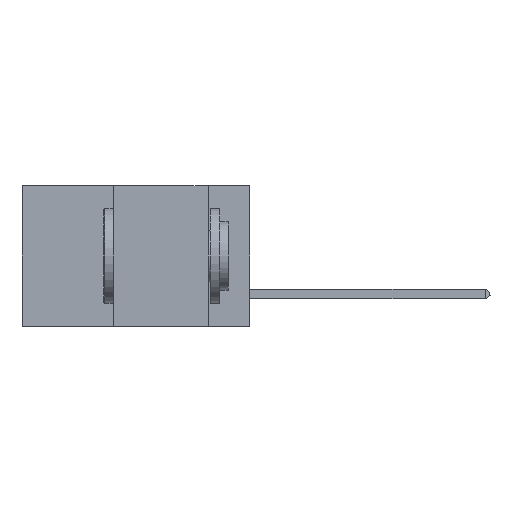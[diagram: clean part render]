
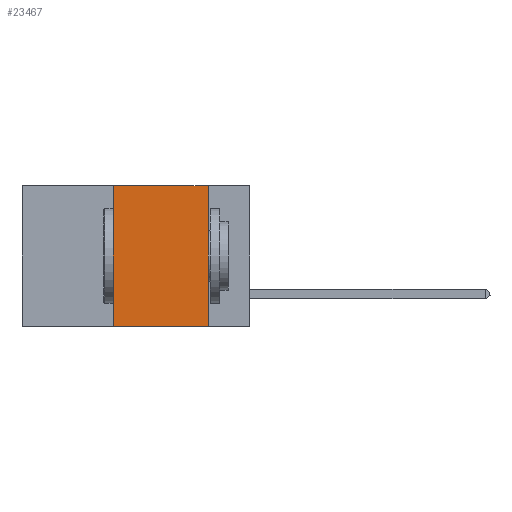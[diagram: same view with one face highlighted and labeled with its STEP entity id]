
A CAD part, left-side view. The second image highlights one B-rep face of the part: STEP entity #23467.
In plain terms, the highlighted planar face has unit normal (-1, 0, 0).
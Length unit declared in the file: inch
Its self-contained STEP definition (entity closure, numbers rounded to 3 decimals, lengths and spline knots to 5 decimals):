
#35 = CARTESIAN_POINT ( 'NONE',  ( 0., 0.6, 0. ) ) ;
#227 = CARTESIAN_POINT ( 'NONE',  ( 0., 0.6, 0. ) ) ;
#583 = ORIENTED_EDGE ( 'NONE', *, *, #32047, .T. ) ;
#3963 = CARTESIAN_POINT ( 'NONE',  ( 0., 0.11, 0. ) ) ;
#6597 = VECTOR ( 'NONE', #23413, 39.37008 ) ;
#6639 = CARTESIAN_POINT ( 'NONE',  ( 0., 0.36, -0.37 ) ) ;
#7102 = DIRECTION ( 'NONE',  ( 0., 0., 1. ) ) ;
#7322 = CARTESIAN_POINT ( 'NONE',  ( 0., 0.36, 0. ) ) ;
#7528 = CARTESIAN_POINT ( 'NONE',  ( 0., 0.36, 0. ) ) ;
#11666 = EDGE_CURVE ( 'NONE', #40268, #18291, #22746, .T. ) ;
#12630 = ORIENTED_EDGE ( 'NONE', *, *, #19572, .F. ) ;
#12922 = DIRECTION ( 'NONE',  ( 1., 0., 0. ) ) ;
#14281 = ORIENTED_EDGE ( 'NONE', *, *, #40708, .F. ) ;
#15264 = LINE ( 'NONE', #3963, #20472 ) ;
#17186 = DIRECTION ( 'NONE',  ( 0., 0., -1. ) ) ;
#18291 = VERTEX_POINT ( 'NONE', #39675 ) ;
#19572 = EDGE_CURVE ( 'NONE', #26040, #40268, #37261, .T. ) ;
#20047 = PLANE ( 'NONE',  #21312 ) ;
#20472 = VECTOR ( 'NONE', #17186, 39.37008 ) ;
#21312 = AXIS2_PLACEMENT_3D ( 'NONE', #35, #12922, #36350 ) ;
#21778 = VECTOR ( 'NONE', #38470, 39.37008 ) ;
#22746 = LINE ( 'NONE', #227, #6597 ) ;
#23413 = DIRECTION ( 'NONE',  ( 0., -1., 0. ) ) ;
#23467 = ADVANCED_FACE ( 'NONE', ( #38772 ), #20047, .F. ) ;
#26040 = VERTEX_POINT ( 'NONE', #6639 ) ;
#28459 = ORIENTED_EDGE ( 'NONE', *, *, #11666, .F. ) ;
#28476 = VECTOR ( 'NONE', #7102, 39.37008 ) ;
#30550 = LINE ( 'NONE', #35563, #21778 ) ;
#32047 = EDGE_CURVE ( 'NONE', #26040, #38253, #30550, .T. ) ;
#35563 = CARTESIAN_POINT ( 'NONE',  ( 0., 0.6, -0.37 ) ) ;
#36350 = DIRECTION ( 'NONE',  ( 0., 0., -1. ) ) ;
#36783 = EDGE_LOOP ( 'NONE', ( #14281, #28459, #12630, #583 ) ) ;
#37261 = LINE ( 'NONE', #7528, #28476 ) ;
#38253 = VERTEX_POINT ( 'NONE', #40633 ) ;
#38470 = DIRECTION ( 'NONE',  ( 0., -1., 0. ) ) ;
#38772 = FACE_OUTER_BOUND ( 'NONE', #36783, .T. ) ;
#39675 = CARTESIAN_POINT ( 'NONE',  ( 0., 0.11, 0. ) ) ;
#40268 = VERTEX_POINT ( 'NONE', #7322 ) ;
#40633 = CARTESIAN_POINT ( 'NONE',  ( 0., 0.11, -0.37 ) ) ;
#40708 = EDGE_CURVE ( 'NONE', #18291, #38253, #15264, .T. ) ;
